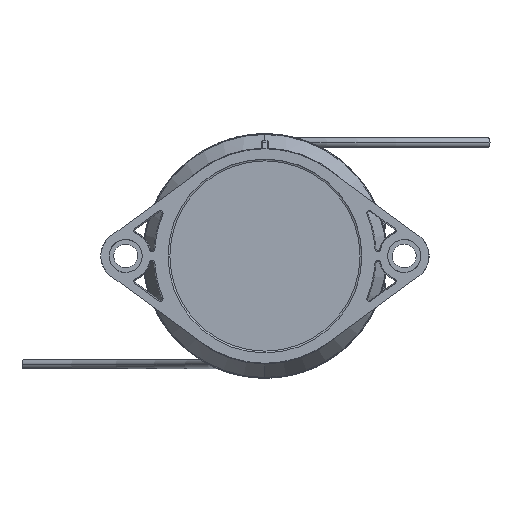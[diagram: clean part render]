
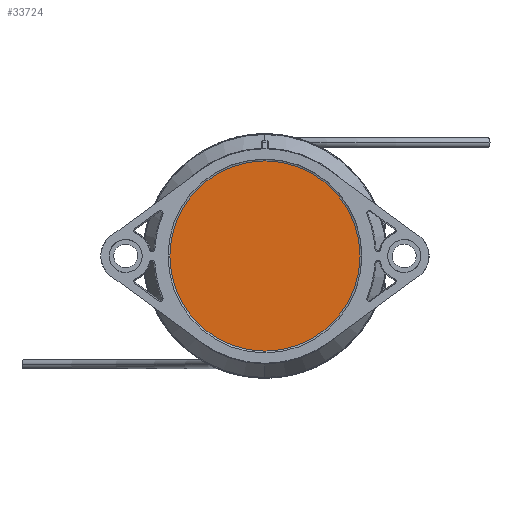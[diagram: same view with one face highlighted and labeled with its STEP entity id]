
A CAD part, front view. The second image highlights one B-rep face of the part: STEP entity #33724.
In plain terms, the highlighted planar face has unit normal (0, -1, 0).
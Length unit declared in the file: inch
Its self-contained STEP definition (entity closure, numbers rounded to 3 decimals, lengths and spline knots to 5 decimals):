
#5260 = AXIS2_PLACEMENT_3D ( 'NONE', #24015, #114054, #36942 ) ;
#18279 = EDGE_CURVE ( 'NONE', #98489, #145810, #34177, .T. ) ;
#24015 = CARTESIAN_POINT ( 'NONE',  ( 0., 0.0857, 0. ) ) ;
#24899 = EDGE_LOOP ( 'NONE', ( #67655, #158459 ) ) ;
#29053 = AXIS2_PLACEMENT_3D ( 'NONE', #123839, #46741, #136782 ) ;
#33724 = ADVANCED_FACE ( 'NONE', ( #132999 ), #149136, .T. ) ;
#34177 = CIRCLE ( 'NONE', #136908, 0.91768 ) ;
#36942 = DIRECTION ( 'NONE',  ( 0., 0., 1. ) ) ;
#43796 = EDGE_CURVE ( 'NONE', #145810, #98489, #44028, .T. ) ;
#44028 = CIRCLE ( 'NONE', #5260, 0.91768 ) ;
#46741 = DIRECTION ( 'NONE',  ( 0., -1., 0. ) ) ;
#64081 = DIRECTION ( 'NONE',  ( 0., -1., 0. ) ) ;
#64806 = CARTESIAN_POINT ( 'NONE',  ( 0., 0.0857, -0.91768 ) ) ;
#67655 = ORIENTED_EDGE ( 'NONE', *, *, #43796, .T. ) ;
#98489 = VERTEX_POINT ( 'NONE', #152110 ) ;
#114054 = DIRECTION ( 'NONE',  ( 0., -1., 0. ) ) ;
#123839 = CARTESIAN_POINT ( 'NONE',  ( -0.935, 0.0857, 0. ) ) ;
#132999 = FACE_OUTER_BOUND ( 'NONE', #24899, .T. ) ;
#136782 = DIRECTION ( 'NONE',  ( 0., 0., 1. ) ) ;
#136908 = AXIS2_PLACEMENT_3D ( 'NONE', #141155, #64081, #154121 ) ;
#141155 = CARTESIAN_POINT ( 'NONE',  ( 0., 0.0857, 0. ) ) ;
#145810 = VERTEX_POINT ( 'NONE', #64806 ) ;
#149136 = PLANE ( 'NONE',  #29053 ) ;
#152110 = CARTESIAN_POINT ( 'NONE',  ( 0., 0.0857, 0.91768 ) ) ;
#154121 = DIRECTION ( 'NONE',  ( 0., 0., 1. ) ) ;
#158459 = ORIENTED_EDGE ( 'NONE', *, *, #18279, .T. ) ;
